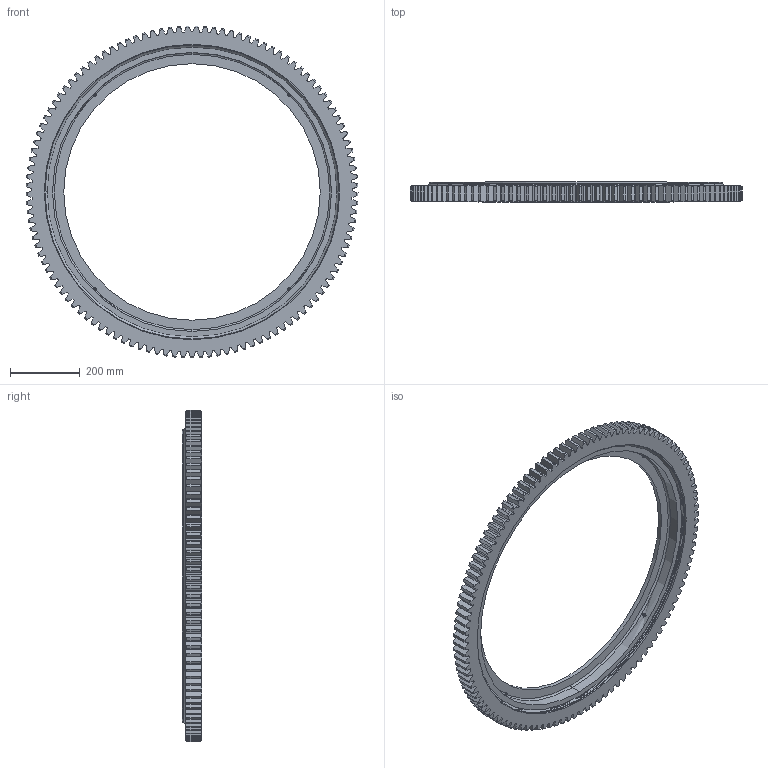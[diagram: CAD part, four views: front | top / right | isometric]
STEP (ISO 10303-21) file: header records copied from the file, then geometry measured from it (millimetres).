
FILE_DESCRIPTION (( 'STEP AP203' ), '1' );
FILE_NAME ('21-0841-00.STEP', '2017-12-27T15:04:36', ( 'defontaine' ), ( 'Hewlett-Packard Company' ), 'SwSTEP 2.0', 'SolidWorks 2016', '' );
FILE_SCHEMA (( 'CONFIG_CONTROL_DESIGN' ));
Length unit declared in the file: millimetre
Products named in the file (1): 21-0841-00
Bounding box: 949.99 x 56 x 949.92 mm (x, y, z)
Volume: 8457787.9 mm3; surface area: 1357523.6 mm2
Topology: 9 solids, 9 shells, 859 faces, 2443 edges, 1613 vertices
Faces by surface type: plane 287, cylinder 267, cone 267, torus 28, sphere 10
Entity records: 29147 total; most frequent: CARTESIAN_POINT 6826, ORIENTED_EDGE 4876, DIRECTION 4554, EDGE_CURVE 2438, AXIS2_PLACEMENT_3D 1740, VERTEX_POINT 1610, LINE 1074, VECTOR 1074
